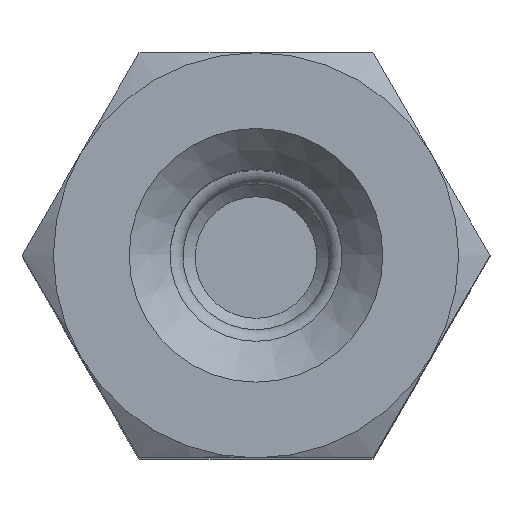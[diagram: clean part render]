
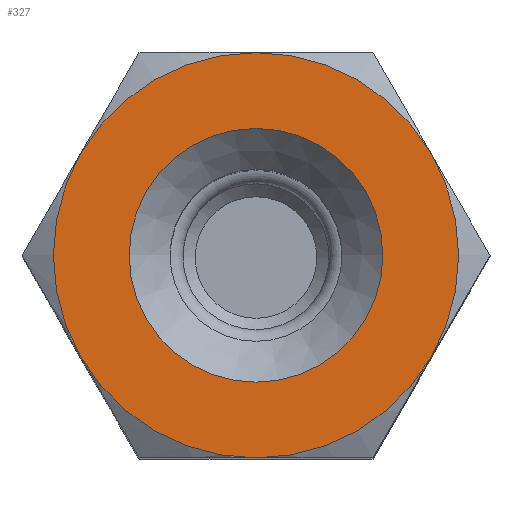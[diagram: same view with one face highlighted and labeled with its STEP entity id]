
A CAD part, top view. The second image highlights one B-rep face of the part: STEP entity #327.
In plain terms, the highlighted planar face has unit normal (0, 0, 1).
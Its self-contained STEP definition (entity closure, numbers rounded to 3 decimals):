
#16=FACE_BOUND('',#87,.T.);
#25=PLANE('',#380);
#65=FACE_OUTER_BOUND('',#86,.T.);
#86=EDGE_LOOP('',(#303));
#87=EDGE_LOOP('',(#304));
#120=CIRCLE('',#346,1.565);
#122=CIRCLE('',#351,2.5);
#139=VERTEX_POINT('',#484);
#154=VERTEX_POINT('',#543);
#171=EDGE_CURVE('',#139,#139,#120,.T.);
#188=EDGE_CURVE('',#154,#154,#122,.T.);
#303=ORIENTED_EDGE('',*,*,#188,.T.);
#304=ORIENTED_EDGE('',*,*,#171,.T.);
#327=ADVANCED_FACE('',(#65,#16),#25,.F.);
#346=AXIS2_PLACEMENT_3D('',#486,#393,#394);
#351=AXIS2_PLACEMENT_3D('',#545,#406,#407);
#380=AXIS2_PLACEMENT_3D('',#596,#474,#475);
#393=DIRECTION('center_axis',(0.,0.,-1.));
#394=DIRECTION('ref_axis',(-1.,0.,0.));
#406=DIRECTION('center_axis',(0.,0.,1.));
#407=DIRECTION('ref_axis',(0.5,-0.866,0.));
#474=DIRECTION('center_axis',(0.,0.,-1.));
#475=DIRECTION('ref_axis',(1.,0.,0.));
#484=CARTESIAN_POINT('',(1.565,0.,10.));
#486=CARTESIAN_POINT('Origin',(0.,0.,
10.));
#543=CARTESIAN_POINT('',(-1.25,2.165,10.));
#545=CARTESIAN_POINT('Origin',(0.,0.,10.));
#596=CARTESIAN_POINT('Origin',(0.,0.,
10.));
